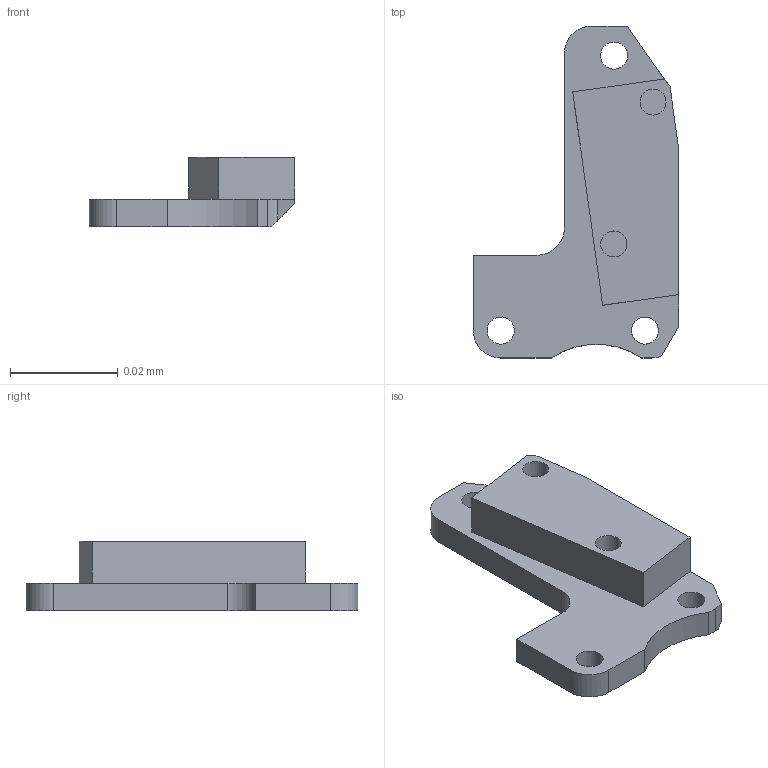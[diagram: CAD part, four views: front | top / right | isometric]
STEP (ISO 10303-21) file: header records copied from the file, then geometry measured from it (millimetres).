
FILE_DESCRIPTION(('produced by SPATIAL CORP'),'2;1');
FILE_NAME('part01.hh.sat.stp', '2002-04-19T09:54:49+00:00',('SPATIAL CORP'),('SPATIAL CORP'), 'ACIS STEP Husk','http://www.spatial.com','SPATIAL CORP');
FILE_SCHEMA(('CONFIG_CONTROL_DESIGN'));
Length unit declared in the file: millimetre
Products named in the file (1): PRODUCT_ID_1
Bounding box: 0.04 x 0.06 x 0.01 mm (x, y, z)
Volume: 0 mm3; surface area: 0 mm2
Topology: 1 solids, 1 shells, 34 faces, 93 edges, 62 vertices
Faces by surface type: plane 19, cylinder 15
Entity records: 1107 total; most frequent: ORIENTED_EDGE 186, CARTESIAN_POINT 173, DIRECTION 162, EDGE_CURVE 93, VERTEX_POINT 62, VECTOR 60, LINE 60, AXIS2_PLACEMENT_3D 51
